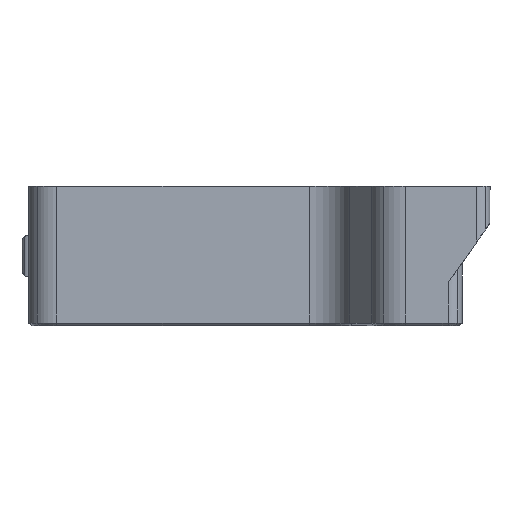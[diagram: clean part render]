
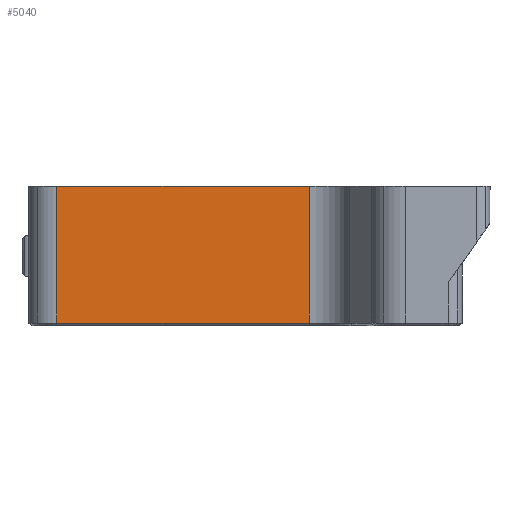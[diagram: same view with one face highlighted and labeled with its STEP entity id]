
A CAD part, left-side view. The second image highlights one B-rep face of the part: STEP entity #5040.
In plain terms, the highlighted planar face has unit normal (-1, 0, 0).
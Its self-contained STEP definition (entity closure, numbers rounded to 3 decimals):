
#87 = VERTEX_POINT ( 'NONE', #1018 ) ;
#101 = DIRECTION ( 'NONE',  ( 0., -1., 0. ) ) ;
#366 = DIRECTION ( 'NONE',  ( 1., 0., 0. ) ) ;
#1018 = CARTESIAN_POINT ( 'NONE',  ( -48.3, 62., 0.4 ) ) ;
#1032 = ORIENTED_EDGE ( 'NONE', *, *, #4159, .F. ) ;
#1119 = EDGE_CURVE ( 'NONE', #3828, #6778, #3438, .T. ) ;
#1424 = VERTEX_POINT ( 'NONE', #4214 ) ;
#1478 = CARTESIAN_POINT ( 'NONE',  ( -48.3, 25.898, 20. ) ) ;
#2230 = CARTESIAN_POINT ( 'NONE',  ( -48.3, 25.898, 20. ) ) ;
#2510 = VECTOR ( 'NONE', #5997, 1000. ) ;
#2843 = CARTESIAN_POINT ( 'NONE',  ( -48.3, 29.449, 0.4 ) ) ;
#2987 = ORIENTED_EDGE ( 'NONE', *, *, #5802, .T. ) ;
#3301 = VECTOR ( 'NONE', #101, 1000. ) ;
#3438 = LINE ( 'NONE', #1478, #2510 ) ;
#3684 = ORIENTED_EDGE ( 'NONE', *, *, #5668, .F. ) ;
#3706 = LINE ( 'NONE', #4254, #8164 ) ;
#3828 = VERTEX_POINT ( 'NONE', #7542 ) ;
#4078 = EDGE_LOOP ( 'NONE', ( #2987, #5353, #3684, #1032 ) ) ;
#4159 = EDGE_CURVE ( 'NONE', #87, #1424, #3706, .T. ) ;
#4214 = CARTESIAN_POINT ( 'NONE',  ( -48.3, 62., 20. ) ) ;
#4254 = CARTESIAN_POINT ( 'NONE',  ( -48.3, 62., 20. ) ) ;
#4731 = LINE ( 'NONE', #2843, #6901 ) ;
#4748 = FACE_OUTER_BOUND ( 'NONE', #4078, .T. ) ;
#4768 = DIRECTION ( 'NONE',  ( 0., -1., 0. ) ) ;
#4984 = CARTESIAN_POINT ( 'NONE',  ( -48.3, 25.898, 0.4 ) ) ;
#5040 = ADVANCED_FACE ( 'NONE', ( #4748 ), #6083, .F. ) ;
#5144 = CARTESIAN_POINT ( 'NONE',  ( -48.3, 29.449, 20. ) ) ;
#5335 = DIRECTION ( 'NONE',  ( 0., 0., 1. ) ) ;
#5353 = ORIENTED_EDGE ( 'NONE', *, *, #1119, .F. ) ;
#5668 = EDGE_CURVE ( 'NONE', #1424, #3828, #7123, .T. ) ;
#5802 = EDGE_CURVE ( 'NONE', #87, #6778, #4731, .T. ) ;
#5997 = DIRECTION ( 'NONE',  ( 0., 0., -1. ) ) ;
#6083 = PLANE ( 'NONE',  #8241 ) ;
#6778 = VERTEX_POINT ( 'NONE', #4984 ) ;
#6861 = DIRECTION ( 'NONE',  ( 0., 0., 1. ) ) ;
#6901 = VECTOR ( 'NONE', #4768, 1000. ) ;
#7123 = LINE ( 'NONE', #5144, #3301 ) ;
#7542 = CARTESIAN_POINT ( 'NONE',  ( -48.3, 25.898, 20. ) ) ;
#8164 = VECTOR ( 'NONE', #6861, 1000. ) ;
#8241 = AXIS2_PLACEMENT_3D ( 'NONE', #2230, #366, #5335 ) ;
